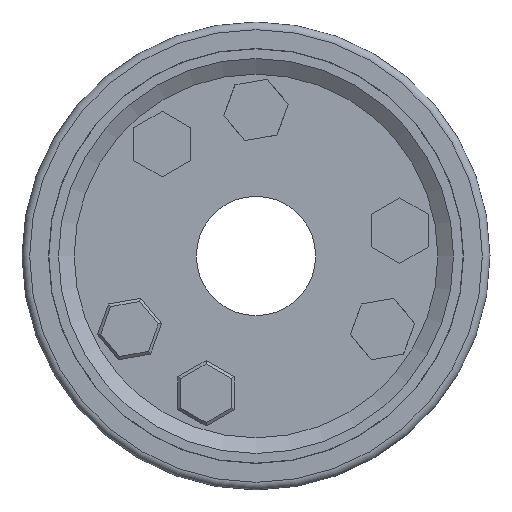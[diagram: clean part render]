
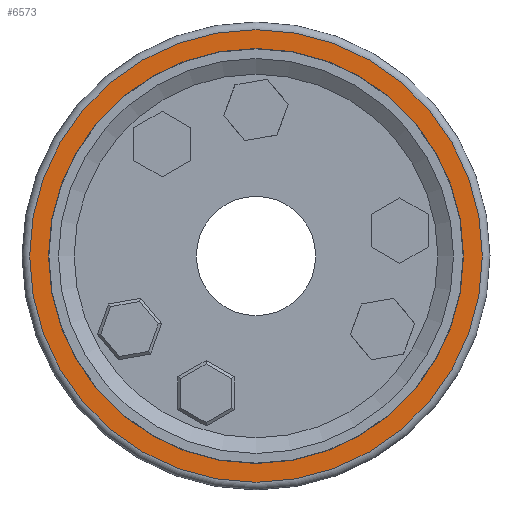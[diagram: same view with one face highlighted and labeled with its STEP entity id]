
A CAD part, left-side view. The second image highlights one B-rep face of the part: STEP entity #6573.
In plain terms, the highlighted planar face has unit normal (-1, 0, 0).
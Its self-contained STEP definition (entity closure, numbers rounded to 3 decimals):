
#975=ORIENTED_EDGE('',*,*,#2044,.F.);
#976=ORIENTED_EDGE('',*,*,#2105,.T.);
#2044=EDGE_CURVE('',#2638,#2638,#3058,.T.);
#2105=EDGE_CURVE('',#2687,#2687,#3077,.T.);
#2638=VERTEX_POINT('',#8970);
#2687=VERTEX_POINT('',#9123);
#3058=CIRCLE('',#6908,66.575);
#3077=CIRCLE('',#6946,75.925);
#3304=EDGE_LOOP('',(#975));
#3305=EDGE_LOOP('',(#976));
#3776=FACE_BOUND('',#3304,.T.);
#3777=FACE_BOUND('',#3305,.T.);
#4185=PLANE('',#6945);
#6573=ADVANCED_FACE('',(#3776,#3777),#4185,.T.);
#6908=AXIS2_PLACEMENT_3D('',#8969,#7486,#7487);
#6945=AXIS2_PLACEMENT_3D('',#9121,#7596,#7597);
#6946=AXIS2_PLACEMENT_3D('',#9122,#7598,#7599);
#7486=DIRECTION('',(-1.,0.,0.));
#7487=DIRECTION('',(0.,0.,1.));
#7596=DIRECTION('',(-1.,0.,0.));
#7597=DIRECTION('',(0.,0.,1.));
#7598=DIRECTION('',(-1.,0.,0.));
#7599=DIRECTION('',(0.,0.,1.));
#8969=CARTESIAN_POINT('',(-43.45,0.,0.));
#8970=CARTESIAN_POINT('',(-43.45,0.,66.575));
#9121=CARTESIAN_POINT('',(-43.45,0.,75.925));
#9122=CARTESIAN_POINT('',(-43.45,0.,0.));
#9123=CARTESIAN_POINT('',(-43.45,0.,75.925));
